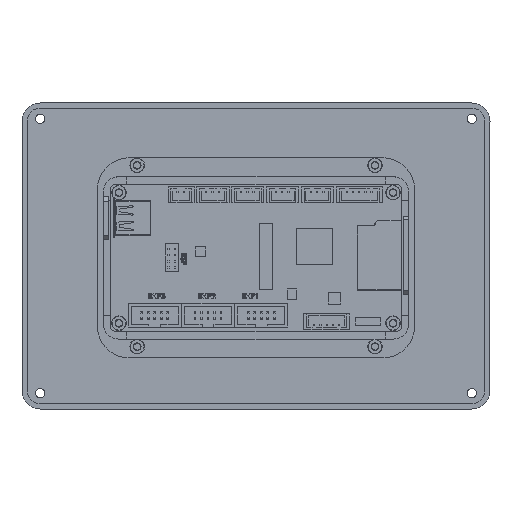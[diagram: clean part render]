
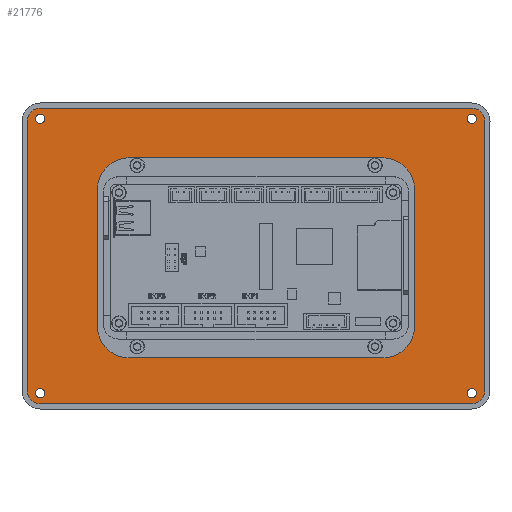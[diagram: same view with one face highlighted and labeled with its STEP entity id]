
A CAD part, top view. The second image highlights one B-rep face of the part: STEP entity #21776.
In plain terms, the highlighted planar face has unit normal (0, 0, 1).
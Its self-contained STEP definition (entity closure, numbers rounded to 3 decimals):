
#710=FACE_BOUND('',#2979,.T.);
#711=FACE_BOUND('',#2980,.T.);
#712=FACE_BOUND('',#2981,.T.);
#713=FACE_BOUND('',#2982,.T.);
#714=FACE_BOUND('',#2983,.T.);
#973=PLANE('',#23011);
#1880=FACE_OUTER_BOUND('',#2978,.T.);
#2978=EDGE_LOOP('',(#15451,#15452,#15453,#15454,#15455,#15456,#15457,#15458));
#2979=EDGE_LOOP('',(#15459));
#2980=EDGE_LOOP('',(#15460));
#2981=EDGE_LOOP('',(#15461));
#2982=EDGE_LOOP('',(#15462));
#2983=EDGE_LOOP('',(#15463,#15464,#15465,#15466,#15467,#15468,#15469,#15470));
#4255=LINE('',#30147,#6814);
#4259=LINE('',#30159,#6818);
#4263=LINE('',#30171,#6822);
#4267=LINE('',#30182,#6826);
#4295=LINE('',#30268,#6854);
#4298=LINE('',#30276,#6857);
#4301=LINE('',#30284,#6860);
#4304=LINE('',#30292,#6863);
#6814=VECTOR('',#24555,10.);
#6818=VECTOR('',#24567,10.);
#6822=VECTOR('',#24579,10.);
#6826=VECTOR('',#24591,10.);
#6854=VECTOR('',#24685,10.);
#6857=VECTOR('',#24694,10.);
#6860=VECTOR('',#24703,10.);
#6863=VECTOR('',#24712,10.);
#9340=CIRCLE('',#22909,1.8);
#9342=CIRCLE('',#22912,1.8);
#9344=CIRCLE('',#22915,1.8);
#9346=CIRCLE('',#22918,1.8);
#9366=CIRCLE('',#22952,12.);
#9368=CIRCLE('',#22956,12.);
#9370=CIRCLE('',#22960,12.);
#9372=CIRCLE('',#22964,12.);
#9388=CIRCLE('',#23001,4.9);
#9389=CIRCLE('',#23004,4.9);
#9390=CIRCLE('',#23007,4.9);
#9391=CIRCLE('',#23010,4.9);
#9739=VERTEX_POINT('',#30022);
#9741=VERTEX_POINT('',#30028);
#9743=VERTEX_POINT('',#30034);
#9745=VERTEX_POINT('',#30040);
#9780=VERTEX_POINT('',#30137);
#9781=VERTEX_POINT('',#30138);
#9784=VERTEX_POINT('',#30146);
#9786=VERTEX_POINT('',#30152);
#9788=VERTEX_POINT('',#30158);
#9790=VERTEX_POINT('',#30164);
#9792=VERTEX_POINT('',#30170);
#9794=VERTEX_POINT('',#30176);
#9819=VERTEX_POINT('',#30265);
#9820=VERTEX_POINT('',#30267);
#9821=VERTEX_POINT('',#30271);
#9822=VERTEX_POINT('',#30275);
#9823=VERTEX_POINT('',#30279);
#9824=VERTEX_POINT('',#30283);
#9825=VERTEX_POINT('',#30287);
#9826=VERTEX_POINT('',#30291);
#12017=EDGE_CURVE('',#9739,#9739,#9340,.T.);
#12020=EDGE_CURVE('',#9741,#9741,#9342,.T.);
#12023=EDGE_CURVE('',#9743,#9743,#9344,.T.);
#12026=EDGE_CURVE('',#9745,#9745,#9346,.T.);
#12074=EDGE_CURVE('',#9780,#9781,#9366,.T.);
#12078=EDGE_CURVE('',#9784,#9780,#4255,.T.);
#12081=EDGE_CURVE('',#9786,#9784,#9368,.T.);
#12084=EDGE_CURVE('',#9788,#9786,#4259,.T.);
#12087=EDGE_CURVE('',#9790,#9788,#9370,.T.);
#12090=EDGE_CURVE('',#9792,#9790,#4263,.T.);
#12093=EDGE_CURVE('',#9794,#9792,#9372,.T.);
#12096=EDGE_CURVE('',#9781,#9794,#4267,.T.);
#12138=EDGE_CURVE('',#9820,#9819,#4295,.T.);
#12140=EDGE_CURVE('',#9821,#9820,#9388,.T.);
#12142=EDGE_CURVE('',#9822,#9821,#4298,.T.);
#12144=EDGE_CURVE('',#9823,#9822,#9389,.T.);
#12146=EDGE_CURVE('',#9824,#9823,#4301,.T.);
#12148=EDGE_CURVE('',#9825,#9824,#9390,.T.);
#12150=EDGE_CURVE('',#9826,#9825,#4304,.T.);
#12152=EDGE_CURVE('',#9819,#9826,#9391,.T.);
#15451=ORIENTED_EDGE('',*,*,#12146,.T.);
#15452=ORIENTED_EDGE('',*,*,#12144,.T.);
#15453=ORIENTED_EDGE('',*,*,#12142,.T.);
#15454=ORIENTED_EDGE('',*,*,#12140,.T.);
#15455=ORIENTED_EDGE('',*,*,#12138,.T.);
#15456=ORIENTED_EDGE('',*,*,#12152,.T.);
#15457=ORIENTED_EDGE('',*,*,#12150,.T.);
#15458=ORIENTED_EDGE('',*,*,#12148,.T.);
#15459=ORIENTED_EDGE('',*,*,#12017,.T.);
#15460=ORIENTED_EDGE('',*,*,#12020,.T.);
#15461=ORIENTED_EDGE('',*,*,#12023,.T.);
#15462=ORIENTED_EDGE('',*,*,#12026,.T.);
#15463=ORIENTED_EDGE('',*,*,#12074,.T.);
#15464=ORIENTED_EDGE('',*,*,#12096,.T.);
#15465=ORIENTED_EDGE('',*,*,#12093,.T.);
#15466=ORIENTED_EDGE('',*,*,#12090,.T.);
#15467=ORIENTED_EDGE('',*,*,#12087,.T.);
#15468=ORIENTED_EDGE('',*,*,#12084,.T.);
#15469=ORIENTED_EDGE('',*,*,#12081,.T.);
#15470=ORIENTED_EDGE('',*,*,#12078,.T.);
#21776=ADVANCED_FACE('',(#1880,#710,#711,#712,#713,#714),#973,.T.);
#22909=AXIS2_PLACEMENT_3D('',#30023,#24430,#24431);
#22912=AXIS2_PLACEMENT_3D('',#30029,#24437,#24438);
#22915=AXIS2_PLACEMENT_3D('',#30035,#24444,#24445);
#22918=AXIS2_PLACEMENT_3D('',#30041,#24451,#24452);
#22952=AXIS2_PLACEMENT_3D('',#30139,#24547,#24548);
#22956=AXIS2_PLACEMENT_3D('',#30153,#24560,#24561);
#22960=AXIS2_PLACEMENT_3D('',#30165,#24572,#24573);
#22964=AXIS2_PLACEMENT_3D('',#30177,#24584,#24585);
#23001=AXIS2_PLACEMENT_3D('',#30272,#24689,#24690);
#23004=AXIS2_PLACEMENT_3D('',#30280,#24698,#24699);
#23007=AXIS2_PLACEMENT_3D('',#30288,#24707,#24708);
#23010=AXIS2_PLACEMENT_3D('',#30295,#24716,#24717);
#23011=AXIS2_PLACEMENT_3D('',#30296,#24718,#24719);
#24430=DIRECTION('center_axis',(0.,0.,-1.));
#24431=DIRECTION('ref_axis',(-1.,0.,0.));
#24437=DIRECTION('center_axis',(0.,0.,-1.));
#24438=DIRECTION('ref_axis',(-1.,0.,0.));
#24444=DIRECTION('center_axis',(0.,0.,-1.));
#24445=DIRECTION('ref_axis',(-1.,0.,0.));
#24451=DIRECTION('center_axis',(0.,0.,-1.));
#24452=DIRECTION('ref_axis',(-1.,0.,0.));
#24547=DIRECTION('center_axis',(0.,0.,-1.));
#24548=DIRECTION('ref_axis',(1.,0.,0.));
#24555=DIRECTION('',(0.,-1.,0.));
#24560=DIRECTION('center_axis',(0.,0.,-1.));
#24561=DIRECTION('ref_axis',(0.,1.,0.));
#24567=DIRECTION('',(1.,0.,0.));
#24572=DIRECTION('center_axis',(0.,0.,-1.));
#24573=DIRECTION('ref_axis',(-1.,0.,0.));
#24579=DIRECTION('',(0.,1.,0.));
#24584=DIRECTION('center_axis',(0.,0.,-1.));
#24585=DIRECTION('ref_axis',(0.,-1.,0.));
#24591=DIRECTION('',(-1.,0.,0.));
#24685=DIRECTION('',(0.,1.,0.));
#24689=DIRECTION('center_axis',(0.,0.,1.));
#24690=DIRECTION('ref_axis',(1.,0.,0.));
#24694=DIRECTION('',(1.,0.,0.));
#24698=DIRECTION('center_axis',(0.,0.,1.));
#24699=DIRECTION('ref_axis',(1.,0.,0.));
#24703=DIRECTION('',(0.,-1.,0.));
#24707=DIRECTION('center_axis',(0.,0.,1.));
#24708=DIRECTION('ref_axis',(1.,0.,0.));
#24712=DIRECTION('',(-1.,0.,0.));
#24716=DIRECTION('center_axis',(0.,0.,1.));
#24717=DIRECTION('ref_axis',(1.,0.,0.));
#24718=DIRECTION('center_axis',(0.,0.,1.));
#24719=DIRECTION('ref_axis',(1.,0.,0.));
#30022=CARTESIAN_POINT('',(83.45,-51.913,3.));
#30023=CARTESIAN_POINT('Origin',(81.65,-51.913,3.));
#30028=CARTESIAN_POINT('',(83.45,51.913,3.));
#30029=CARTESIAN_POINT('Origin',(81.65,51.913,3.));
#30034=CARTESIAN_POINT('',(-79.85,-51.913,3.));
#30035=CARTESIAN_POINT('Origin',(-81.65,-51.913,3.));
#30040=CARTESIAN_POINT('',(-79.85,51.913,3.));
#30041=CARTESIAN_POINT('Origin',(-81.65,51.913,3.));
#30137=CARTESIAN_POINT('',(60.,-26.6,3.));
#30138=CARTESIAN_POINT('',(48.,-38.6,3.));
#30139=CARTESIAN_POINT('Origin',(48.,-26.6,3.));
#30146=CARTESIAN_POINT('',(60.,25.17,3.));
#30147=CARTESIAN_POINT('',(60.,38.085,3.));
#30152=CARTESIAN_POINT('',(48.,37.17,3.));
#30153=CARTESIAN_POINT('Origin',(48.,25.17,3.));
#30158=CARTESIAN_POINT('',(-48.,37.17,3.));
#30159=CARTESIAN_POINT('',(16.825,37.17,3.));
#30164=CARTESIAN_POINT('',(-60.,25.17,3.));
#30165=CARTESIAN_POINT('Origin',(-48.,25.17,3.));
#30170=CARTESIAN_POINT('',(-60.,-26.6,3.));
#30171=CARTESIAN_POINT('',(-60.,12.2,3.));
#30176=CARTESIAN_POINT('',(-48.,-38.6,3.));
#30177=CARTESIAN_POINT('Origin',(-48.,-26.6,3.));
#30182=CARTESIAN_POINT('',(64.825,-38.6,3.));
#30265=CARTESIAN_POINT('',(86.55,51.,3.));
#30267=CARTESIAN_POINT('',(86.55,-51.,3.));
#30268=CARTESIAN_POINT('',(86.55,51.,3.));
#30271=CARTESIAN_POINT('',(81.65,-55.9,3.));
#30272=CARTESIAN_POINT('Origin',(81.65,-51.,3.));
#30275=CARTESIAN_POINT('',(-81.65,-55.9,3.));
#30276=CARTESIAN_POINT('',(-81.65,-55.9,3.));
#30279=CARTESIAN_POINT('',(-86.55,-51.,3.));
#30280=CARTESIAN_POINT('Origin',(-81.65,-51.,3.));
#30283=CARTESIAN_POINT('',(-86.55,51.,3.));
#30284=CARTESIAN_POINT('',(-86.55,51.,3.));
#30287=CARTESIAN_POINT('',(-81.65,55.9,3.));
#30288=CARTESIAN_POINT('Origin',(-81.65,51.,3.));
#30291=CARTESIAN_POINT('',(81.65,55.9,3.));
#30292=CARTESIAN_POINT('',(-81.65,55.9,3.));
#30295=CARTESIAN_POINT('Origin',(81.65,51.,3.));
#30296=CARTESIAN_POINT('Origin',(81.65,51.,3.));
